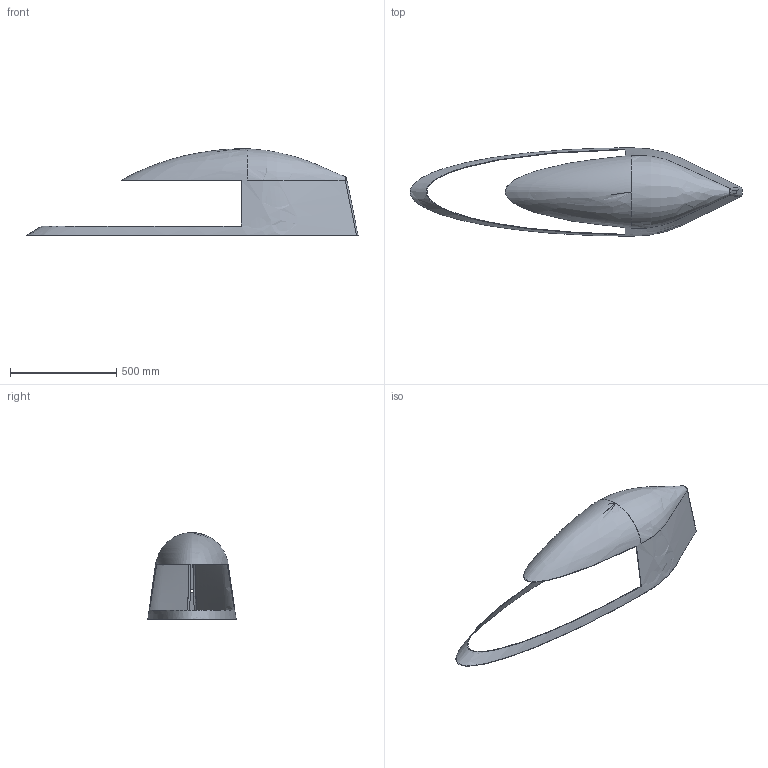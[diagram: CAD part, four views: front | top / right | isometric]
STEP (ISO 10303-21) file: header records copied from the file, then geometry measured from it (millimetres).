
FILE_DESCRIPTION(/* description */ ('STEP AP214'),/* implementation_level */ '2;1');
FILE_NAME(/* name */ '659609c4b72d8b7d55e7bdc4',/* time_stamp */ '2024-01-04T01:28:36Z',/* author */ (''),/* organization */ (''),/* preprocessor_version */ 'ST-DEVELOPER v19.4',/* originating_system */ ' ',/* authorisation */ ' ');
FILE_SCHEMA (('AUTOMOTIVE_DESIGN {1 0 10303 214 3 1 1}'));
Length unit declared in the file: metre
Products named in the file (1): Canopy
Bounding box: 1562.1 x 416.56 x 408.01 mm (x, y, z)
Volume: 1579477.8 mm3; surface area: 1546340.9 mm2
Topology: 1 solids, 1 shells, 25 faces, 78 edges, 52 vertices
Faces by surface type: bspline 14, plane 10, cylinder 1
Full cylindrical faces by diameter (mm): 16.5 x1
Entity records: 21047 total; most frequent: CARTESIAN_POINT 20492, ORIENTED_EDGE 148, EDGE_CURVE 74, B_SPLINE_CURVE_WITH_KNOTS 59, VERTEX_POINT 51, DIRECTION 46, EDGE_LOOP 29, FACE_BOUND 29
